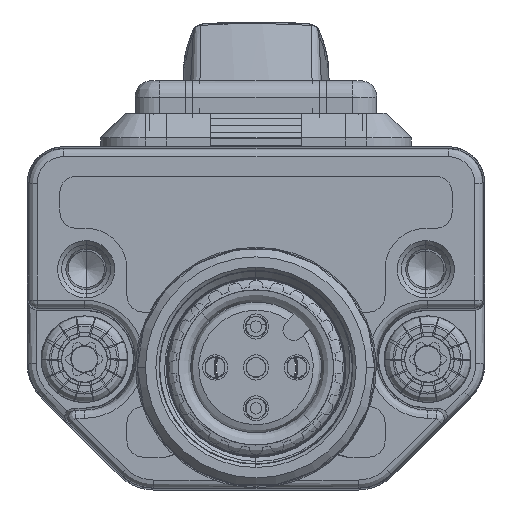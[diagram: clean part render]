
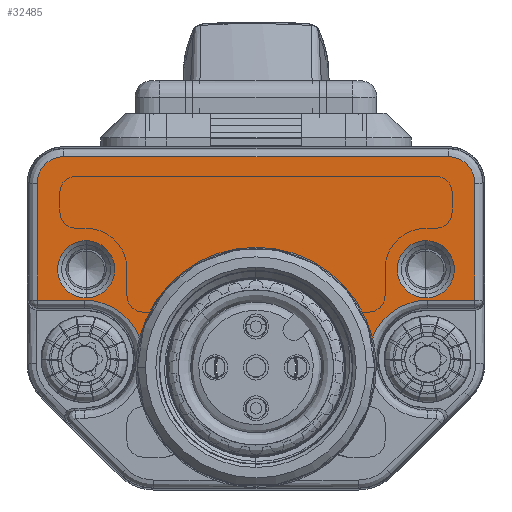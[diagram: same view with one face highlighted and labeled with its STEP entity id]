
A CAD part, left-side view. The second image highlights one B-rep face of the part: STEP entity #32485.
In plain terms, the highlighted face is planar.
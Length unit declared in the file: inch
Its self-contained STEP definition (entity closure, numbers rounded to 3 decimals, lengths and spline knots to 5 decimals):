
#27444=CARTESIAN_POINT('',(13.,13.5,10.3923));
#27445=DIRECTION('',(-1.,0.,0.));
#27446=DIRECTION('',(0.,1.,0.));
#27447=AXIS2_PLACEMENT_3D('',#27444,#27445,#27446);
#27449=CARTESIAN_POINT('',(13.,13.5,10.3923));
#27450=DIRECTION('',(-1.,0.,0.));
#27451=DIRECTION('',(0.,-1.,0.));
#27452=AXIS2_PLACEMENT_3D('',#27449,#27450,#27451);
#27454=CARTESIAN_POINT('',(13.,13.5,-10.3923));
#27455=DIRECTION('',(-1.,0.,0.));
#27456=DIRECTION('',(0.,-1.,0.));
#27457=AXIS2_PLACEMENT_3D('',#27454,#27455,#27456);
#27459=CARTESIAN_POINT('',(13.,13.5,-10.3923));
#27460=DIRECTION('',(-1.,0.,0.));
#27461=DIRECTION('',(0.,1.,0.));
#27462=AXIS2_PLACEMENT_3D('',#27459,#27460,#27461);
#27464=CARTESIAN_POINT('',(13.,8.,-10.5));
#27465=DIRECTION('',(-1.,0.,0.));
#27466=DIRECTION('',(0.,0.359,0.933));
#27467=AXIS2_PLACEMENT_3D('',#27464,#27465,#27466);
#27469=CARTESIAN_POINT('',(13.,7.5,0.));
#27470=DIRECTION('',(1.,0.,0.));
#27471=DIRECTION('',(0.,0.244,-0.97));
#27472=AXIS2_PLACEMENT_3D('',#27469,#27470,#27471);
#27474=CARTESIAN_POINT('',(13.,8.,10.5));
#27475=DIRECTION('',(-1.,0.,0.));
#27476=DIRECTION('',(0.,1.,0.));
#27477=AXIS2_PLACEMENT_3D('',#27474,#27475,#27476);
#27479=DIRECTION('',(0.,0.,-1.));
#27480=VECTOR('',#27479,2.8909);
#27481=CARTESIAN_POINT('',(13.,11.61353,13.3909));
#27482=LINE('',#27481,#27480);
#27483=DIRECTION('',(0.,-1.,0.));
#27484=VECTOR('',#27483,7.13647);
#27485=CARTESIAN_POINT('',(13.,18.75,13.3909));
#27486=LINE('',#27485,#27484);
#27487=CARTESIAN_POINT('',(13.,18.75,11.75));
#27488=DIRECTION('',(1.,0.,0.));
#27489=DIRECTION('',(0.,1.,0.));
#27490=AXIS2_PLACEMENT_3D('',#27487,#27488,#27489);
#27492=DIRECTION('',(0.,0.,1.));
#27493=VECTOR('',#27492,23.5);
#27494=CARTESIAN_POINT('',(13.,20.3909,-11.75));
#27495=LINE('',#27494,#27493);
#27496=CARTESIAN_POINT('',(13.,18.75,-11.75));
#27497=DIRECTION('',(1.,0.,0.));
#27498=DIRECTION('',(0.,0.,-1.));
#27499=AXIS2_PLACEMENT_3D('',#27496,#27497,#27498);
#27501=DIRECTION('',(0.,1.,0.));
#27502=VECTOR('',#27501,7.13647);
#27503=CARTESIAN_POINT('',(13.,11.61353,-13.3909));
#27504=LINE('',#27503,#27502);
#27505=DIRECTION('',(0.,0.,-1.));
#27506=VECTOR('',#27505,2.8909);
#27507=CARTESIAN_POINT('',(13.,11.61353,-10.5));
#27508=LINE('',#27507,#27506);
#27685=CARTESIAN_POINT('',(13.,9.29654,-7.1271));
#27753=CARTESIAN_POINT('',(13.,9.29654,7.12711));
#31763=VERTEX_POINT('',#27685);
#31764=VERTEX_POINT('',#27753);
#31829=CARTESIAN_POINT('',(13.,20.3909,11.75));
#31830=CARTESIAN_POINT('',(13.,18.75,13.3909));
#31831=VERTEX_POINT('',#31829);
#31832=VERTEX_POINT('',#31830);
#31837=CARTESIAN_POINT('',(13.,20.3909,-11.75));
#31838=VERTEX_POINT('',#31837);
#31841=CARTESIAN_POINT('',(13.,18.75,-13.3909));
#31842=VERTEX_POINT('',#31841);
#31869=CARTESIAN_POINT('',(13.,15.25,10.3923));
#31870=CARTESIAN_POINT('',(13.,11.75,10.3923));
#31871=VERTEX_POINT('',#31869);
#31872=VERTEX_POINT('',#31870);
#31873=CARTESIAN_POINT('',(13.,11.75,-10.3923));
#31874=CARTESIAN_POINT('',(13.,15.25,-10.3923));
#31875=VERTEX_POINT('',#31873);
#31876=VERTEX_POINT('',#31874);
#31877=CARTESIAN_POINT('',(13.,11.61353,-10.5));
#31878=VERTEX_POINT('',#31877);
#31879=CARTESIAN_POINT('',(13.,11.61353,-13.3909));
#31880=VERTEX_POINT('',#31879);
#31915=CARTESIAN_POINT('',(13.,11.61353,10.5));
#31916=VERTEX_POINT('',#31915);
#31917=CARTESIAN_POINT('',(13.,11.61353,13.3909));
#31918=VERTEX_POINT('',#31917);
#32446=CARTESIAN_POINT('',(13.,0.,0.));
#32447=DIRECTION('',(1.,0.,0.));
#32448=DIRECTION('',(0.,0.,-1.));
#32449=AXIS2_PLACEMENT_3D('',#32446,#32447,#32448);
#32450=PLANE('',#32449);
#32452=ORIENTED_EDGE('',*,*,#32451,.F.);
#32454=ORIENTED_EDGE('',*,*,#32453,.T.);
#32456=ORIENTED_EDGE('',*,*,#32455,.F.);
#32458=ORIENTED_EDGE('',*,*,#32457,.F.);
#32460=ORIENTED_EDGE('',*,*,#32459,.F.);
#32462=ORIENTED_EDGE('',*,*,#32461,.F.);
#32464=ORIENTED_EDGE('',*,*,#32463,.F.);
#32466=ORIENTED_EDGE('',*,*,#32465,.F.);
#32468=ORIENTED_EDGE('',*,*,#32467,.F.);
#32470=ORIENTED_EDGE('',*,*,#32469,.F.);
#32471=EDGE_LOOP('',(#32452,#32454,#32456,#32458,#32460,#32462,#32464,#32466,
#32468,#32470));
#32472=FACE_OUTER_BOUND('',#32471,.F.);
#32474=ORIENTED_EDGE('',*,*,#32473,.F.);
#32476=ORIENTED_EDGE('',*,*,#32475,.F.);
#32477=EDGE_LOOP('',(#32474,#32476));
#32478=FACE_BOUND('',#32477,.F.);
#32480=ORIENTED_EDGE('',*,*,#32479,.F.);
#32482=ORIENTED_EDGE('',*,*,#32481,.F.);
#32483=EDGE_LOOP('',(#32480,#32482));
#32484=FACE_BOUND('',#32483,.F.);
#32485=ADVANCED_FACE('',(#32472,#32478,#32484),#32450,.T.);
#27448=CIRCLE('',#27447,1.75);
#27453=CIRCLE('',#27452,1.75);
#27458=CIRCLE('',#27457,1.75);
#27463=CIRCLE('',#27462,1.75);
#27468=CIRCLE('',#27467,3.61353);
#27473=CIRCLE('',#27472,7.35);
#27478=CIRCLE('',#27477,3.61353);
#27491=CIRCLE('',#27490,1.6409);
#27500=CIRCLE('',#27499,1.6409);
#32451=EDGE_CURVE('',#31763,#31878,#27468,.T.);
#32453=EDGE_CURVE('',#31763,#31764,#27473,.T.);
#32455=EDGE_CURVE('',#31916,#31764,#27478,.T.);
#32457=EDGE_CURVE('',#31918,#31916,#27482,.T.);
#32459=EDGE_CURVE('',#31832,#31918,#27486,.T.);
#32461=EDGE_CURVE('',#31831,#31832,#27491,.T.);
#32463=EDGE_CURVE('',#31838,#31831,#27495,.T.);
#32465=EDGE_CURVE('',#31842,#31838,#27500,.T.);
#32467=EDGE_CURVE('',#31880,#31842,#27504,.T.);
#32469=EDGE_CURVE('',#31878,#31880,#27508,.T.);
#32473=EDGE_CURVE('',#31871,#31872,#27448,.T.);
#32475=EDGE_CURVE('',#31872,#31871,#27453,.T.);
#32479=EDGE_CURVE('',#31875,#31876,#27458,.T.);
#32481=EDGE_CURVE('',#31876,#31875,#27463,.T.);
